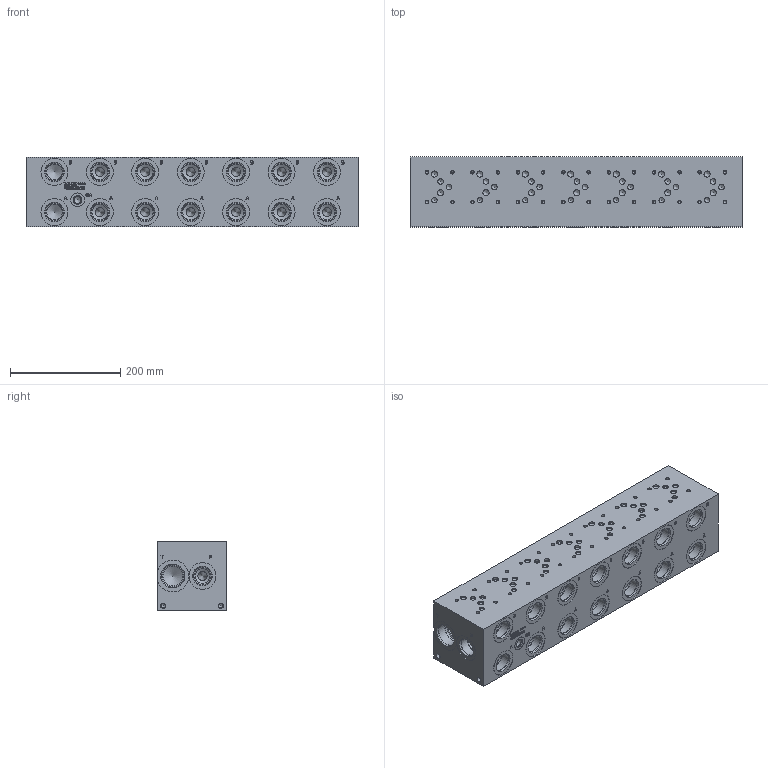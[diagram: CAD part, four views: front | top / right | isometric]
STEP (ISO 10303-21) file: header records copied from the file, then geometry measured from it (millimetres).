
FILE_DESCRIPTION(/* description */ (''),/* implementation_level */ '2;1');
FILE_NAME(/* name */ '_D05JP073S.stp',/* time_stamp */ '2022-10-20T16:07:15-04:00',/* author */ ('mikeh'),/* organization */ (''),/* preprocessor_version */ 'ST-DEVELOPER v18',/* originating_system */ 'Autodesk Inventor 2020',/* authorisation */ '');
FILE_SCHEMA (('AUTOMOTIVE_DESIGN { 1 0 10303 214 3 1 1 }'));
Length unit declared in the file: millimetre
Products named in the file (1): Part_AD05JP073S_3D
Bounding box: 603.25 x 127 x 127 mm (x, y, z)
Volume: 9101055.6 mm3; surface area: 428851.9 mm2
Topology: 1 solids, 1 shells, 1136 faces, 3069 edges, 2073 vertices
Faces by surface type: plane 531, bspline 229, cylinder 207, cone 169
Full cylindrical faces by diameter (mm): 5.105 x28, 6.35 x28, 7.925 x4, 9.525 x11, 10.312 x14, 11.125 x14, 12.294 x1, 12.9 x1, 14.275 x1, 14.529 x1, 25.019 x1, 27 x2, 28.575 x14, 31.267 x16, 33.34 x15, 33.35 x1, 33.757 x16, 35.509 x13, 35.712 x2, 39.218 x2, 41.275 x1, 41.28 x1, 41.758 x1, 43.51 x1, 48.971 x16
Entity records: 37389 total; most frequent: CARTESIAN_POINT 9170, ORIENTED_EDGE 5966, DIRECTION 5088, EDGE_CURVE 2983, VERTEX_POINT 2073, LINE 1778, VECTOR 1778, AXIS2_PLACEMENT_3D 1655
